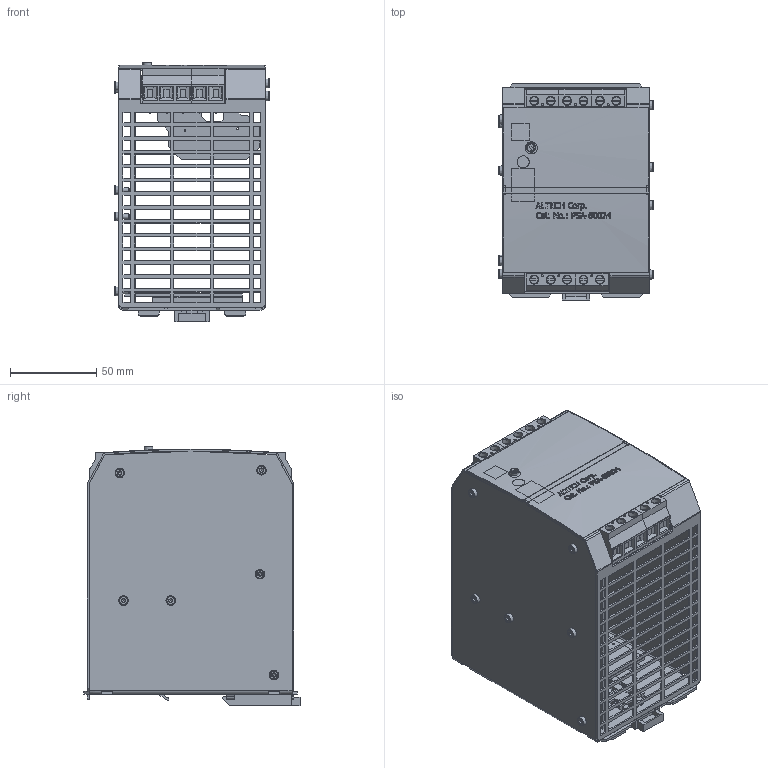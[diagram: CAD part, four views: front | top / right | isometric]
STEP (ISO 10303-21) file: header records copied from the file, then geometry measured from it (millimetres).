
FILE_DESCRIPTION((''),'2;1');
FILE_NAME('PSA-60024.stp','2014-08-08T14:56:09',('roland'),(''),'Autodesk Inventor 2013','Autodesk Inventor 2013','');
FILE_SCHEMA(('CONFIG_CONTROL_DESIGN'));
Length unit declared in the file: millimetre
Products named in the file (56): ALTECH-PSA-60024; Scatola FLEX500xx; FLEX500xx Fondo; FLEX500xx Coperchio; MGP.451.90MA5_Gancio Din; CS Flex500xxA Master; FLEX500xxA CS_MASTER; CS Flex500xxA In_Out; FLEX500xxA CS_IN_OUT; CS Flex500xxA Condensatori; FLEX500xxA CS_Condensatori; MQF.002.100A5_Morsetto di terra; SAURO 2P p.10 msp0200n; SAURO 3P p.10 msp0300n; CS Flex500xxA PWR; FLEX500xxA CS_PWR; Perno Trimmer Piccolo; Solido1H; Solido2; Potenziometro CA9H2.5 Verticale; Solido1I; Solido3; Solido4; Solido4A; Solido4B; Solido5; Strip 1P_3; Solido1J; Solido2A; Solido2B; Solido2C; Jumper; Strip 2P_3; Solido1L; Solido3A; Solido3B; Solido3C; Solido3D; Solido3E; Solido3F ...
Assembly tree (71 placements, depth 6):
  ALTECH-PSA-60024
    Scatola FLEX500xx
      FLEX500xx Fondo
      FLEX500xx Coperchio
      MGP.451.90MA5_Gancio Din
      CS Flex500xxA Master
        FLEX500xxA CS_MASTER
        CS Flex500xxA In_Out
          FLEX500xxA CS_IN_OUT
          CS Flex500xxA Condensatori
            FLEX500xxA CS_Condensatori
          MQF.002.100A5_Morsetto di terra  x2
          SAURO 2P p.10 msp0200n  x4
          SAURO 3P p.10 msp0300n
        CS Flex500xxA PWR
          FLEX500xxA CS_PWR
        Perno Trimmer Piccolo
          Solido1H
          Solido2
        Potenziometro CA9H2.5 Verticale
          Solido1I
          Solido3
          Solido4
          Solido4A
          Solido4B
          Solido5
        Strip 1P_3
          Solido1J
          Solido2A
          Solido2B
          Solido2C
        Jumper  x2
        Strip 2P_3
          Solido1L
          Solido3A
          Solido3B
          Solido3C
          Solido3D
          Solido3E
          Solido3F
      Dissipatore MHN  x2
      Screw GB_T 2171.1 M3 x 6  x10
      MSNE-4  x2
    FLEX50024A Etichetta
      FLEX50024A Etichetta_1
      FLEX50024A Etichetta_2
      FLEX50024A Etichetta_3
      FLEX50024A Etichetta_4
      FLEX50024A Etichetta_5
      FLEX50024A Etichetta_6
      FLEX50024A Etichetta_7
      FLEX50024A Etichetta_8
      FLEX50024A Etichetta_9
      FLEX50024A Etichetta_10
      FLEX50024A Etichetta_11
      FLEX50024A Etichetta_12
Bounding box: 89.8 x 125.25 x 150.47 mm (x, y, z)
Volume: 174246.8 mm3; surface area: 237585.5 mm2
Topology: 61 solids, 72 shells, 3596 faces, 9642 edges, 6325 vertices
Faces by surface type: plane 2693, cylinder 558, bspline 177, cone 90, torus 74, sphere 4
Full cylindrical faces by diameter (mm): 1 x97, 1.2 x6, 1.3 x11, 1.52 x5, 2 x5, 2.15 x2, 2.3 x8, 2.5 x3, 2.675 x10, 2.7 x2, 2.8 x6, 3 x10, 3.1 x4, 3.3 x7, 3.5 x2, 4.7 x2, 5 x16, 5.15 x11, 6.7 x2, 9 x1
Entity records: 92709 total; most frequent: CARTESIAN_POINT 21864, ORIENTED_EDGE 14358, DIRECTION 13037, EDGE_CURVE 7179, VECTOR 5805, LINE 5805, VERTEX_POINT 4812, EDGE_LOOP 3673
